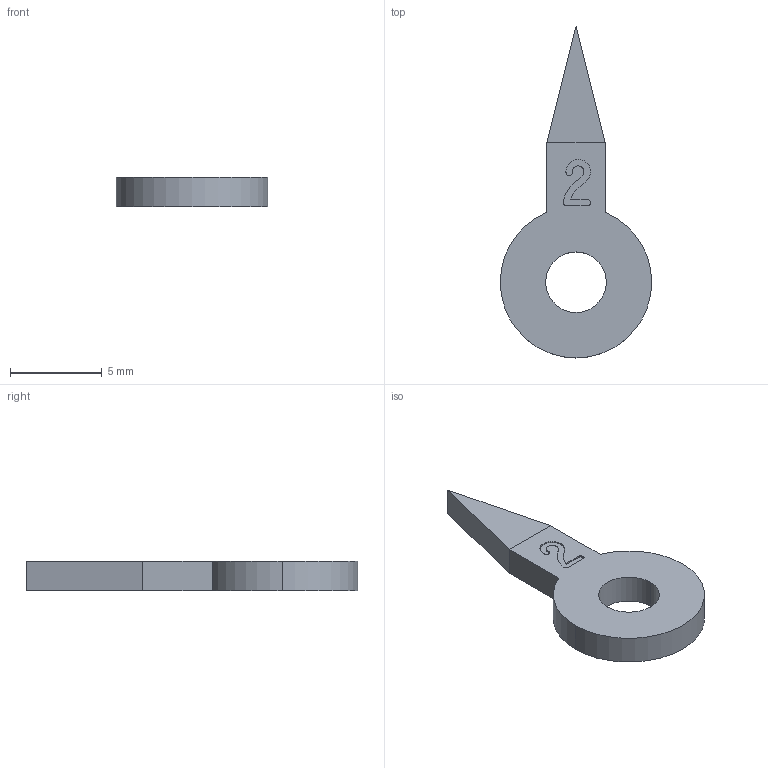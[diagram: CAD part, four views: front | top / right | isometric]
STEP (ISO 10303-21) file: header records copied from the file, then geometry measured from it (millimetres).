
FILE_DESCRIPTION (( 'STEP AP214' ), '1' );
FILE_NAME ('Hydraulic Pressure PointerSR-2.STEP', '2021-03-19T03:31:28', ( '' ), ( '' ), 'SwSTEP 2.0', 'SolidWorks 2019', '' );
FILE_SCHEMA (( 'AUTOMOTIVE_DESIGN' ));
Length unit declared in the file: inch
Products named in the file (1): Hydraulic Pressure PointerSR-2
Bounding box: 8.26 x 18.1 x 1.59 mm (x, y, z)
Volume: 105.4 mm3; surface area: 219.1 mm2
Topology: 1 solids, 1 shells, 32 faces, 85 edges, 56 vertices
Faces by surface type: bspline 17, plane 10, cylinder 5
Entity records: 2176 total; most frequent: CARTESIAN_POINT 1039, ORIENTED_EDGE 170, DIRECTION 93, EDGE_CURVE 85, VERTEX_POINT 56, VECTOR 41, LINE 41, EDGE_LOOP 35
